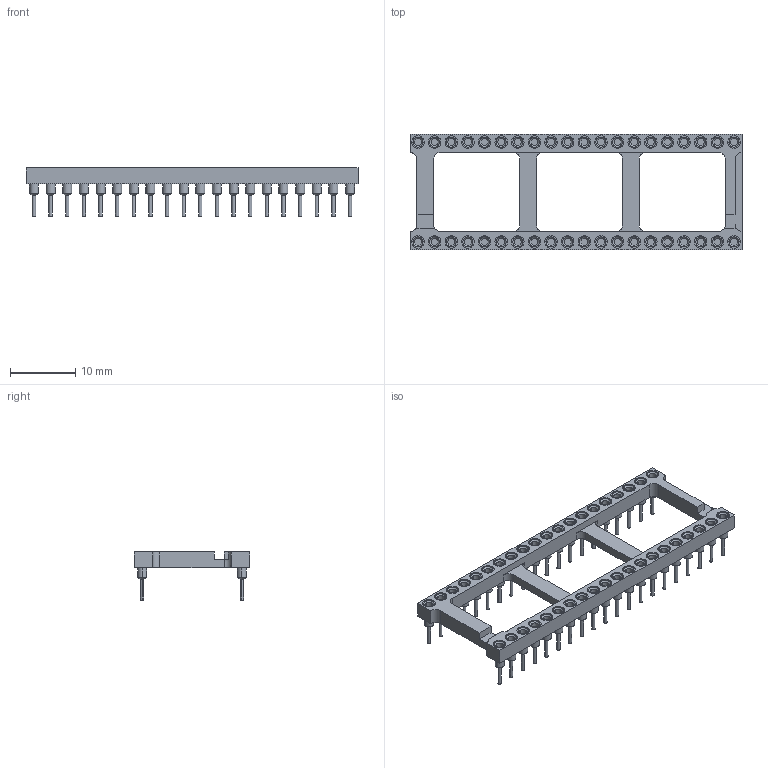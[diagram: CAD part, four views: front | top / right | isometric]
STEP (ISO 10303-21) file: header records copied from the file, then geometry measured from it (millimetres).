
FILE_DESCRIPTION(('STEP AP214'),'1');
FILE_NAME('1077336_840-ag11d-esl-lf.stp','2017-06-06T09:40:03',('TraceParts'),('TraceParts S.A.'),'Spatial InterOp 3D',' ',' ');
FILE_SCHEMA(('automotive_design'));
Length unit declared in the file: millimetre
Products named in the file (1): 1077336_840-ag11d-esl-lf
Bounding box: 50.7 x 17.68 x 7.37 mm (x, y, z)
Volume: 974.7 mm3; surface area: 2074.1 mm2
Topology: 1 solids, 1 shells, 643 faces, 1332 edges, 808 vertices
Faces by surface type: cylinder 336, cone 160, plane 147
Entity records: 17108 total; most frequent: DIRECTION 3375, CARTESIAN_POINT 2784, ORIENTED_EDGE 2664, AXIS2_PLACEMENT_3D 1399, EDGE_CURVE 1332, VERTEX_POINT 808, EDGE_LOOP 766, CIRCLE 755
